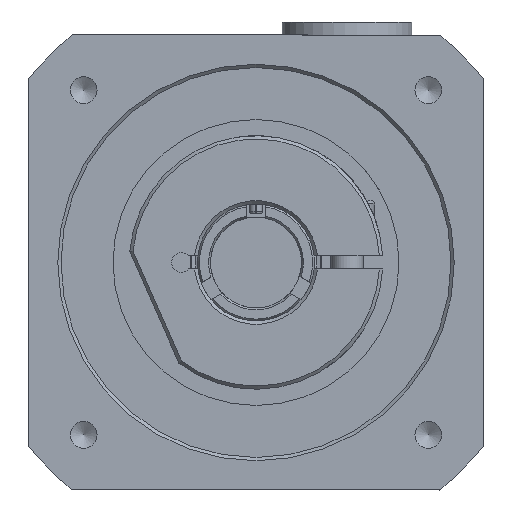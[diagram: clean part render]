
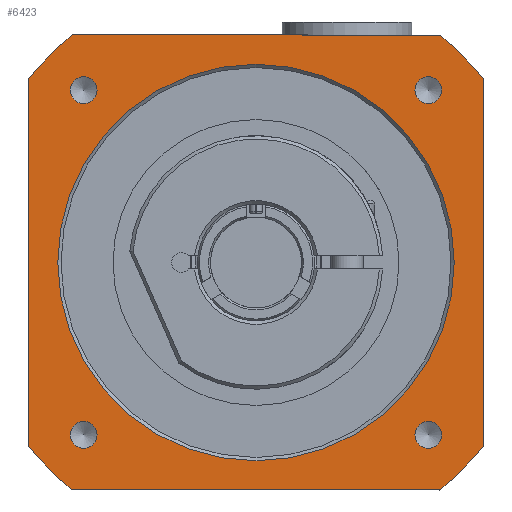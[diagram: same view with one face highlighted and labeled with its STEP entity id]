
A CAD part, left-side view. The second image highlights one B-rep face of the part: STEP entity #6423.
In plain terms, the highlighted planar face has unit normal (-1, 0, 0).
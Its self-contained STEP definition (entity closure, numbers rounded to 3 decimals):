
#230=LINE('',#9644,#570);
#231=LINE('',#9648,#571);
#232=LINE('',#9652,#572);
#233=LINE('',#9656,#573);
#570=VECTOR('',#7715,56.569);
#571=VECTOR('',#7718,56.569);
#572=VECTOR('',#7721,56.569);
#573=VECTOR('',#7724,56.569);
#974=PLANE('',#6873);
#1170=FACE_BOUND('',#1798,.T.);
#1171=FACE_BOUND('',#1799,.T.);
#1172=FACE_BOUND('',#1800,.T.);
#1173=FACE_BOUND('',#1801,.T.);
#1174=FACE_BOUND('',#1802,.T.);
#1376=FACE_OUTER_BOUND('',#1797,.T.);
#1797=EDGE_LOOP('',(#4209,#4210,#4211,#4212,#4213,#4214,#4215,#4216));
#1798=EDGE_LOOP('',(#4217));
#1799=EDGE_LOOP('',(#4218));
#1800=EDGE_LOOP('',(#4219));
#1801=EDGE_LOOP('',(#4220));
#1802=EDGE_LOOP('',(#4221));
#2360=CIRCLE('',#6855,2.067);
#2362=CIRCLE('',#6859,2.067);
#2364=CIRCLE('',#6863,2.067);
#2366=CIRCLE('',#6867,2.067);
#2368=CIRCLE('',#6870,30.5);
#2370=CIRCLE('',#6874,45.);
#2371=CIRCLE('',#6875,45.);
#2372=CIRCLE('',#6876,45.);
#2373=CIRCLE('',#6877,45.);
#2716=VERTEX_POINT('',#9613);
#2718=VERTEX_POINT('',#9619);
#2720=VERTEX_POINT('',#9625);
#2722=VERTEX_POINT('',#9631);
#2724=VERTEX_POINT('',#9636);
#2726=VERTEX_POINT('',#9642);
#2727=VERTEX_POINT('',#9643);
#2728=VERTEX_POINT('',#9645);
#2729=VERTEX_POINT('',#9647);
#2730=VERTEX_POINT('',#9649);
#2731=VERTEX_POINT('',#9651);
#2732=VERTEX_POINT('',#9653);
#2733=VERTEX_POINT('',#9655);
#3318=EDGE_CURVE('',#2716,#2716,#2360,.T.);
#3320=EDGE_CURVE('',#2718,#2718,#2362,.T.);
#3322=EDGE_CURVE('',#2720,#2720,#2364,.T.);
#3324=EDGE_CURVE('',#2722,#2722,#2366,.T.);
#3326=EDGE_CURVE('',#2724,#2724,#2368,.T.);
#3328=EDGE_CURVE('',#2726,#2727,#230,.T.);
#3329=EDGE_CURVE('',#2728,#2726,#2370,.T.);
#3330=EDGE_CURVE('',#2729,#2728,#231,.T.);
#3331=EDGE_CURVE('',#2730,#2729,#2371,.T.);
#3332=EDGE_CURVE('',#2731,#2730,#232,.T.);
#3333=EDGE_CURVE('',#2732,#2731,#2372,.T.);
#3334=EDGE_CURVE('',#2733,#2732,#233,.T.);
#3335=EDGE_CURVE('',#2727,#2733,#2373,.T.);
#4209=ORIENTED_EDGE('',*,*,#3328,.F.);
#4210=ORIENTED_EDGE('',*,*,#3329,.F.);
#4211=ORIENTED_EDGE('',*,*,#3330,.F.);
#4212=ORIENTED_EDGE('',*,*,#3331,.F.);
#4213=ORIENTED_EDGE('',*,*,#3332,.F.);
#4214=ORIENTED_EDGE('',*,*,#3333,.F.);
#4215=ORIENTED_EDGE('',*,*,#3334,.F.);
#4216=ORIENTED_EDGE('',*,*,#3335,.F.);
#4217=ORIENTED_EDGE('',*,*,#3318,.T.);
#4218=ORIENTED_EDGE('',*,*,#3320,.T.);
#4219=ORIENTED_EDGE('',*,*,#3322,.T.);
#4220=ORIENTED_EDGE('',*,*,#3324,.T.);
#4221=ORIENTED_EDGE('',*,*,#3326,.F.);
#6423=ADVANCED_FACE('',(#1376,#1170,#1171,#1172,#1173,#1174),#974,.T.);
#6855=AXIS2_PLACEMENT_3D('',#9614,#7677,#7678);
#6859=AXIS2_PLACEMENT_3D('',#9620,#7685,#7686);
#6863=AXIS2_PLACEMENT_3D('',#9626,#7693,#7694);
#6867=AXIS2_PLACEMENT_3D('',#9632,#7701,#7702);
#6870=AXIS2_PLACEMENT_3D('',#9637,#7707,#7708);
#6873=AXIS2_PLACEMENT_3D('',#9641,#7713,#7714);
#6874=AXIS2_PLACEMENT_3D('',#9646,#7716,#7717);
#6875=AXIS2_PLACEMENT_3D('',#9650,#7719,#7720);
#6876=AXIS2_PLACEMENT_3D('',#9654,#7722,#7723);
#6877=AXIS2_PLACEMENT_3D('',#9657,#7725,#7726);
#7677=DIRECTION('center_axis',(1.,0.,0.));
#7678=DIRECTION('ref_axis',(0.,-1.,0.));
#7685=DIRECTION('center_axis',(1.,0.,0.));
#7686=DIRECTION('ref_axis',(0.,0.,-1.));
#7693=DIRECTION('center_axis',(1.,0.,0.));
#7694=DIRECTION('ref_axis',(0.,1.,0.));
#7701=DIRECTION('center_axis',(1.,0.,0.));
#7702=DIRECTION('ref_axis',(0.,0.,1.));
#7707=DIRECTION('center_axis',(-1.,0.,0.));
#7708=DIRECTION('ref_axis',(0.,0.,-1.));
#7713=DIRECTION('center_axis',(-1.,0.,0.));
#7714=DIRECTION('ref_axis',(0.,0.,
1.));
#7715=DIRECTION('',(0.,0.,1.));
#7716=DIRECTION('center_axis',(1.,0.,0.));
#7717=DIRECTION('ref_axis',(0.,-0.778,0.629));
#7718=DIRECTION('',(0.,1.,0.));
#7719=DIRECTION('center_axis',(1.,0.,0.));
#7720=DIRECTION('ref_axis',(0.,0.629,0.778));
#7721=DIRECTION('',(0.,0.,-1.));
#7722=DIRECTION('center_axis',(1.,0.,0.));
#7723=DIRECTION('ref_axis',(0.,0.778,-0.629));
#7724=DIRECTION('',(0.,-1.,0.));
#7725=DIRECTION('center_axis',(1.,0.,0.));
#7726=DIRECTION('ref_axis',(0.,-0.629,-0.778));
#9613=CARTESIAN_POINT('',(-80.8,-28.584,-26.517));
#9614=CARTESIAN_POINT('Origin',(-80.8,-26.517,-26.517));
#9619=CARTESIAN_POINT('',(-80.8,26.517,-28.584));
#9620=CARTESIAN_POINT('Origin',(-80.8,26.517,-26.517));
#9625=CARTESIAN_POINT('',(-80.8,28.584,26.517));
#9626=CARTESIAN_POINT('Origin',(-80.8,26.517,26.517));
#9631=CARTESIAN_POINT('',(-80.8,-26.517,28.584));
#9632=CARTESIAN_POINT('Origin',(-80.8,-26.517,26.517));
#9636=CARTESIAN_POINT('',(-80.8,0.,30.5));
#9637=CARTESIAN_POINT('Origin',(-80.8,0.,0.));
#9641=CARTESIAN_POINT('Origin',(-80.8,0.,0.));
#9642=CARTESIAN_POINT('',(-80.8,35.,-28.284));
#9643=CARTESIAN_POINT('',(-80.8,35.,28.284));
#9644=CARTESIAN_POINT('',(-80.8,35.,-28.284));
#9645=CARTESIAN_POINT('',(-80.8,28.284,-35.));
#9646=CARTESIAN_POINT('Origin',(-80.8,0.,0.));
#9647=CARTESIAN_POINT('',(-80.8,-28.284,-35.));
#9648=CARTESIAN_POINT('',(-80.8,-28.284,-35.));
#9649=CARTESIAN_POINT('',(-80.8,-35.,-28.284));
#9650=CARTESIAN_POINT('Origin',(-80.8,0.,0.));
#9651=CARTESIAN_POINT('',(-80.8,-35.,28.284));
#9652=CARTESIAN_POINT('',(-80.8,-35.,28.284));
#9653=CARTESIAN_POINT('',(-80.8,-28.284,35.));
#9654=CARTESIAN_POINT('Origin',(-80.8,0.,0.));
#9655=CARTESIAN_POINT('',(-80.8,28.284,35.));
#9656=CARTESIAN_POINT('',(-80.8,28.284,35.));
#9657=CARTESIAN_POINT('Origin',(-80.8,0.,0.));
